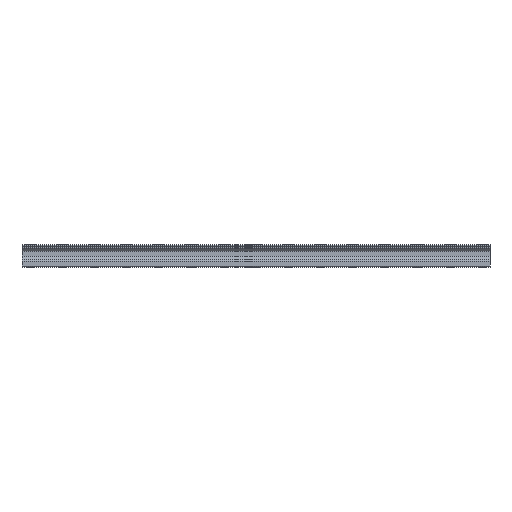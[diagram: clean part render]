
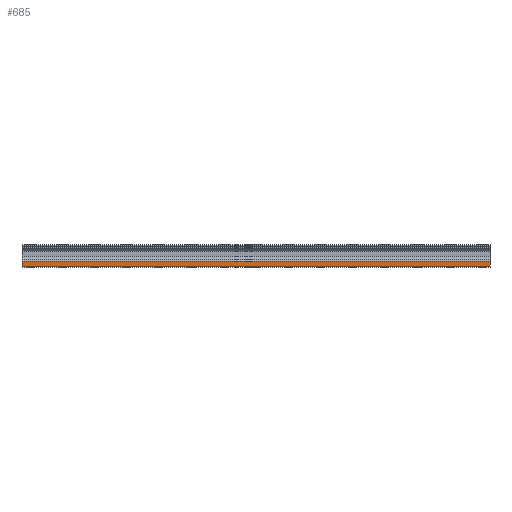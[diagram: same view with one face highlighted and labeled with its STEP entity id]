
A CAD part, left-side view. The second image highlights one B-rep face of the part: STEP entity #685.
In plain terms, the highlighted planar face has unit normal (-1, 0, 0).
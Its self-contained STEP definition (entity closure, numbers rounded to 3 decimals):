
#685=ADVANCED_FACE('',(#1427),#1428,.T.);
#1427=FACE_OUTER_BOUND('',#2234,.T.);
#1428=PLANE('',#2235);
#2234=EDGE_LOOP('',(#4175,#4176,#4177,#4178));
#2235=AXIS2_PLACEMENT_3D('',#4179,#4180,#4181);
#4175=ORIENTED_EDGE('',*,*,#5247,.T.);
#4176=ORIENTED_EDGE('',*,*,#5354,.F.);
#4177=ORIENTED_EDGE('',*,*,#5071,.F.);
#4178=ORIENTED_EDGE('',*,*,#5352,.T.);
#4179=CARTESIAN_POINT('',(-14.0,580.0,4.38));
#4180=DIRECTION('',(-1.0,0.0,0.0));
#4181=DIRECTION('',(0.0,0.0,-1.0));
#5071=EDGE_CURVE('',#6180,#6182,#6183,.T.);
#5247=EDGE_CURVE('',#6489,#6487,#6490,.T.);
#5352=EDGE_CURVE('',#6180,#6489,#6598,.T.);
#5354=EDGE_CURVE('',#6182,#6487,#6600,.T.);
#6180=VERTEX_POINT('',#7635);
#6182=VERTEX_POINT('',#7638);
#6183=LINE('',#7639,#7640);
#6487=VERTEX_POINT('',#8059);
#6489=VERTEX_POINT('',#8061);
#6490=LINE('',#8062,#8063);
#6598=LINE('',#8180,#8181);
#6600=LINE('',#8183,#8184);
#7635=CARTESIAN_POINT('',(-14.0,580.0,1.5));
#7638=CARTESIAN_POINT('',(-14.0,580.0,7.259));
#7639=CARTESIAN_POINT('',(-14.0,580.0,1.5));
#7640=VECTOR('',#8931,1.0);
#8059=CARTESIAN_POINT('',(-14.0,0.0,7.259));
#8061=CARTESIAN_POINT('',(-14.0,0.0,1.5));
#8062=CARTESIAN_POINT('',(-14.0,0.0,1.5));
#8063=VECTOR('',#9155,1.0);
#8180=CARTESIAN_POINT('',(-14.0,580.0,1.5));
#8181=VECTOR('',#9300,1.0);
#8183=CARTESIAN_POINT('',(-14.0,580.0,7.259));
#8184=VECTOR('',#9301,1.0);
#8931=DIRECTION('',(0.0,0.0,1.0));
#9155=DIRECTION('',(0.0,0.0,1.0));
#9300=DIRECTION('',(0.0,-1.0,0.0));
#9301=DIRECTION('',(0.0,-1.0,0.0));
